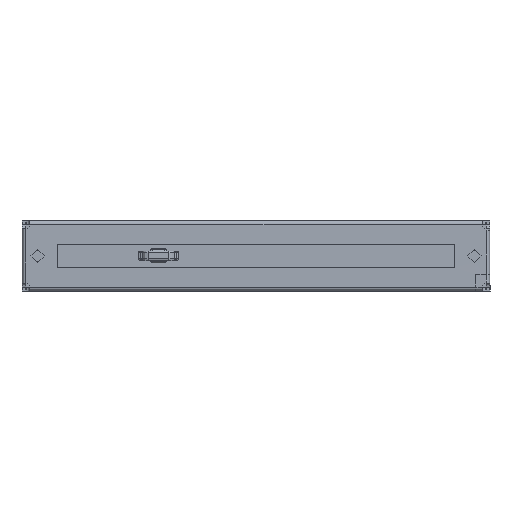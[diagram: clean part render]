
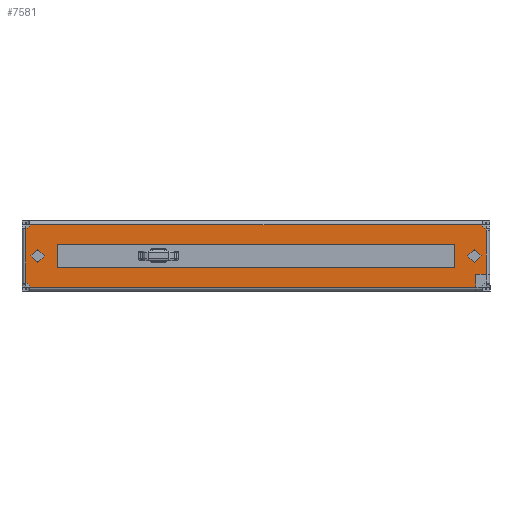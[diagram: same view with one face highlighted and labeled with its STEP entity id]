
A CAD part, top view. The second image highlights one B-rep face of the part: STEP entity #7581.
In plain terms, the highlighted planar face has unit normal (0, 0, 1).
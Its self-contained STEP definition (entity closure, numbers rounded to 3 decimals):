
#193=FACE_BOUND('',#1369,.T.);
#194=FACE_BOUND('',#1370,.T.);
#195=FACE_BOUND('',#1371,.T.);
#566=PLANE('',#8129);
#958=FACE_OUTER_BOUND('',#1368,.T.);
#1368=EDGE_LOOP('',(#6702,#6703,#6704,#6705,#6706,#6707,#6708,#6709,#6710,
#6711));
#1369=EDGE_LOOP('',(#6712,#6713,#6714,#6715));
#1370=EDGE_LOOP('',(#6716));
#1371=EDGE_LOOP('',(#6717));
#1611=LINE('',#10965,#2407);
#1748=LINE('',#11306,#2544);
#2064=LINE('',#13179,#2860);
#2087=LINE('',#13227,#2883);
#2090=LINE('',#13240,#2886);
#2094=LINE('',#13260,#2890);
#2100=LINE('',#13276,#2896);
#2140=LINE('',#13375,#2936);
#2141=LINE('',#13376,#2937);
#2142=LINE('',#13379,#2938);
#2143=LINE('',#13380,#2939);
#2407=VECTOR('',#8515,25.4);
#2544=VECTOR('',#8862,25.4);
#2860=VECTOR('',#9684,10.);
#2883=VECTOR('',#9717,10.);
#2886=VECTOR('',#9730,25.4);
#2890=VECTOR('',#9750,25.4);
#2896=VECTOR('',#9766,25.4);
#2936=VECTOR('',#9850,25.4);
#2937=VECTOR('',#9851,25.4);
#2938=VECTOR('',#9854,25.4);
#2939=VECTOR('',#9855,10.);
#3084=CIRCLE('',#7796,0.5);
#3093=CIRCLE('',#7812,0.5);
#3178=CIRCLE('',#8075,0.85);
#3184=CIRCLE('',#8091,0.85);
#3206=CIRCLE('',#8130,0.5);
#3414=VERTEX_POINT('',#10963);
#3415=VERTEX_POINT('',#10964);
#3492=VERTEX_POINT('',#11218);
#3494=VERTEX_POINT('',#11223);
#3501=VERTEX_POINT('',#11251);
#3502=VERTEX_POINT('',#11255);
#3762=VERTEX_POINT('',#13132);
#3778=VERTEX_POINT('',#13177);
#3798=VERTEX_POINT('',#13225);
#3799=VERTEX_POINT('',#13229);
#3800=VERTEX_POINT('',#13233);
#3803=VERTEX_POINT('',#13238);
#3811=VERTEX_POINT('',#13258);
#3816=VERTEX_POINT('',#13275);
#3853=VERTEX_POINT('',#13374);
#3854=VERTEX_POINT('',#13378);
#4145=EDGE_CURVE('',#3414,#3415,#1611,.T.);
#4282=EDGE_CURVE('',#3494,#3492,#3084,.T.);
#4299=EDGE_CURVE('',#3502,#3501,#3093,.T.);
#4321=EDGE_CURVE('',#3502,#3494,#1748,.T.);
#4754=EDGE_CURVE('',#3762,#3762,#3178,.T.);
#4776=EDGE_CURVE('',#3778,#3492,#2064,.T.);
#4802=EDGE_CURVE('',#3798,#3414,#2087,.T.);
#4804=EDGE_CURVE('',#3799,#3799,#3184,.T.);
#4808=EDGE_CURVE('',#3803,#3800,#2090,.T.);
#4817=EDGE_CURVE('',#3811,#3803,#2094,.T.);
#4825=EDGE_CURVE('',#3501,#3816,#2100,.T.);
#4877=EDGE_CURVE('',#3778,#3853,#2140,.T.);
#4878=EDGE_CURVE('',#3853,#3800,#2141,.T.);
#4879=EDGE_CURVE('',#3811,#3816,#3206,.T.);
#4880=EDGE_CURVE('',#3854,#3798,#2142,.T.);
#4881=EDGE_CURVE('',#3854,#3415,#2143,.T.);
#6702=ORIENTED_EDGE('',*,*,#4825,.F.);
#6703=ORIENTED_EDGE('',*,*,#4299,.F.);
#6704=ORIENTED_EDGE('',*,*,#4321,.T.);
#6705=ORIENTED_EDGE('',*,*,#4282,.T.);
#6706=ORIENTED_EDGE('',*,*,#4776,.F.);
#6707=ORIENTED_EDGE('',*,*,#4877,.T.);
#6708=ORIENTED_EDGE('',*,*,#4878,.T.);
#6709=ORIENTED_EDGE('',*,*,#4808,.F.);
#6710=ORIENTED_EDGE('',*,*,#4817,.F.);
#6711=ORIENTED_EDGE('',*,*,#4879,.T.);
#6712=ORIENTED_EDGE('',*,*,#4802,.F.);
#6713=ORIENTED_EDGE('',*,*,#4880,.F.);
#6714=ORIENTED_EDGE('',*,*,#4881,.T.);
#6715=ORIENTED_EDGE('',*,*,#4145,.F.);
#6716=ORIENTED_EDGE('',*,*,#4754,.F.);
#6717=ORIENTED_EDGE('',*,*,#4804,.F.);
#7581=ADVANCED_FACE('',(#958,#193,#194,#195),#566,.F.);
#7796=AXIS2_PLACEMENT_3D('',#11230,#8769,#8770);
#7812=AXIS2_PLACEMENT_3D('',#11262,#8809,#8810);
#8075=AXIS2_PLACEMENT_3D('',#13134,#9645,#9646);
#8091=AXIS2_PLACEMENT_3D('',#13231,#9721,#9722);
#8129=AXIS2_PLACEMENT_3D('',#13373,#9848,#9849);
#8130=AXIS2_PLACEMENT_3D('',#13377,#9852,#9853);
#8515=DIRECTION('',(0.,-1.,0.));
#8769=DIRECTION('center_axis',(0.,0.,-1.));
#8770=DIRECTION('ref_axis',(0.,1.,0.));
#8809=DIRECTION('center_axis',(0.,0.,1.));
#8810=DIRECTION('ref_axis',(0.,-1.,0.));
#8862=DIRECTION('',(0.,-1.,0.));
#9645=DIRECTION('center_axis',(0.,0.,1.));
#9646=DIRECTION('ref_axis',(1.,0.,0.));
#9684=DIRECTION('',(-1.,0.,0.));
#9717=DIRECTION('',(-1.,0.,0.));
#9721=DIRECTION('center_axis',(0.,0.,1.));
#9722=DIRECTION('ref_axis',(1.,0.,0.));
#9730=DIRECTION('',(0.,-1.,0.));
#9750=DIRECTION('',(0.,-1.,0.));
#9766=DIRECTION('',(1.,0.,0.));
#9848=DIRECTION('center_axis',(0.,0.,-1.));
#9849=DIRECTION('ref_axis',(1.,0.,0.));
#9850=DIRECTION('',(0.,1.,0.));
#9851=DIRECTION('',(1.,0.,0.));
#9852=DIRECTION('center_axis',(0.,0.,-1.));
#9853=DIRECTION('ref_axis',(0.,-1.,0.));
#9854=DIRECTION('',(0.,1.,0.));
#9855=DIRECTION('',(-1.,0.,0.));
#10963=CARTESIAN_POINT('',(-53.569,1.517,5.508));
#10964=CARTESIAN_POINT('',(-53.569,-1.483,5.508));
#10965=CARTESIAN_POINT('',(-53.569,1.517,5.508));
#11218=CARTESIAN_POINT('',(-57.069,-3.983,5.508));
#11223=CARTESIAN_POINT('',(-57.569,-3.483,5.508));
#11230=CARTESIAN_POINT('Origin',(-57.569,-3.983,5.508));
#11251=CARTESIAN_POINT('',(-57.069,4.017,5.508));
#11255=CARTESIAN_POINT('',(-57.569,3.517,5.508));
#11262=CARTESIAN_POINT('Origin',(-57.569,4.017,5.508));
#11306=CARTESIAN_POINT('',(-57.569,1.892,5.508));
#13132=CARTESIAN_POINT('',(-56.919,0.017,5.508));
#13134=CARTESIAN_POINT('Origin',(-56.069,0.017,5.508));
#13177=CARTESIAN_POINT('',(0.126,-3.983,5.508));
#13179=CARTESIAN_POINT('',(-10.928,-3.983,5.508));
#13225=CARTESIAN_POINT('',(-2.569,1.517,5.508));
#13227=CARTESIAN_POINT('',(-10.928,1.517,5.508));
#13229=CARTESIAN_POINT('',(-0.919,0.017,5.508));
#13231=CARTESIAN_POINT('Origin',(-0.069,0.017,
5.508));
#13233=CARTESIAN_POINT('',(1.431,-2.344,5.508));
#13238=CARTESIAN_POINT('',(1.43,3.267,5.508));
#13240=CARTESIAN_POINT('',(1.431,0.017,5.508));
#13258=CARTESIAN_POINT('',(1.429,3.517,5.508));
#13260=CARTESIAN_POINT('',(1.429,1.892,5.508));
#13275=CARTESIAN_POINT('',(0.929,4.017,5.508));
#13276=CARTESIAN_POINT('',(-15.55,4.017,5.508));
#13373=CARTESIAN_POINT('Origin',(-15.569,0.017,5.508));
#13374=CARTESIAN_POINT('',(0.126,-2.344,5.51));
#13375=CARTESIAN_POINT('',(0.126,0.142,5.508));
#13376=CARTESIAN_POINT('',(-8.285,-2.344,5.508));
#13377=CARTESIAN_POINT('Origin',(1.429,4.017,5.508));
#13378=CARTESIAN_POINT('',(-2.569,-1.483,5.508));
#13379=CARTESIAN_POINT('',(-2.569,1.517,5.508));
#13380=CARTESIAN_POINT('',(-10.928,-1.483,5.508));
